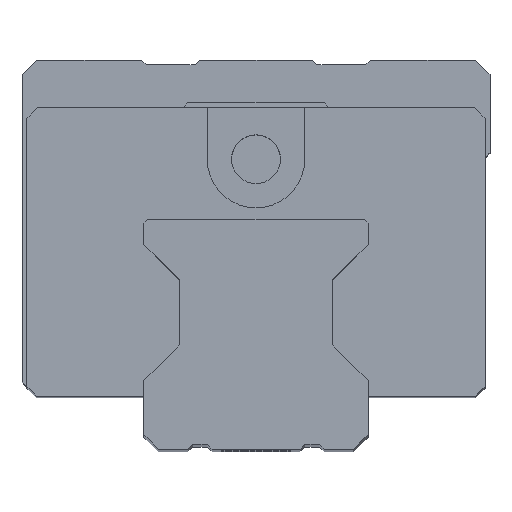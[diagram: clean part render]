
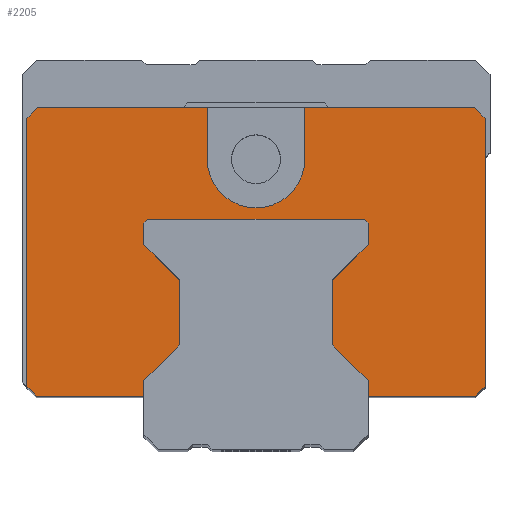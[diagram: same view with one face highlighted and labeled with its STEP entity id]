
A CAD part, top view. The second image highlights one B-rep face of the part: STEP entity #2205.
In plain terms, the highlighted planar face has unit normal (0, 0, 1).
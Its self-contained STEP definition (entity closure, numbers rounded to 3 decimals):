
#201=CARTESIAN_POINT('',(0.,-6.2,48.95));
#202=DIRECTION('',(0.,0.,1.));
#203=DIRECTION('',(-1.,0.,0.));
#204=AXIS2_PLACEMENT_3D('',#201,#202,#203);
#206=DIRECTION('',(0.,1.,0.));
#207=VECTOR('',#206,5.3);
#208=CARTESIAN_POINT('',(5.,-6.2,48.95));
#209=LINE('',#208,#207);
#210=DIRECTION('',(1.,0.,0.));
#211=VECTOR('',#210,17.4);
#212=CARTESIAN_POINT('',(5.,-0.9,48.95));
#213=LINE('',#212,#211);
#214=DIRECTION('',(0.707,-0.707,0.));
#215=VECTOR('',#214,1.556);
#216=CARTESIAN_POINT('',(22.4,-0.9,48.95));
#217=LINE('',#216,#215);
#218=DIRECTION('',(0.,-1.,0.));
#219=VECTOR('',#218,27.5);
#220=CARTESIAN_POINT('',(23.5,-2.,48.95));
#221=LINE('',#220,#219);
#222=DIRECTION('',(-0.707,-0.707,0.));
#223=VECTOR('',#222,1.414);
#224=CARTESIAN_POINT('',(23.5,-29.5,48.95));
#225=LINE('',#224,#223);
#226=DIRECTION('',(-1.,0.,0.));
#227=VECTOR('',#226,11.);
#228=CARTESIAN_POINT('',(22.5,-30.5,48.95));
#229=LINE('',#228,#227);
#230=DIRECTION('',(0.,1.,0.));
#231=VECTOR('',#230,1.543);
#232=CARTESIAN_POINT('',(11.5,-30.5,48.95));
#233=LINE('',#232,#231);
#234=DIRECTION('',(-0.707,0.707,0.));
#235=VECTOR('',#234,5.162);
#236=CARTESIAN_POINT('',(11.5,-28.957,48.95));
#237=LINE('',#236,#235);
#238=DIRECTION('',(0.,1.,0.));
#239=VECTOR('',#238,6.675);
#240=CARTESIAN_POINT('',(7.85,-25.307,48.95));
#241=LINE('',#240,#239);
#242=DIRECTION('',(0.707,0.707,0.));
#243=VECTOR('',#242,5.162);
#244=CARTESIAN_POINT('',(7.85,-18.632,48.95));
#245=LINE('',#244,#243);
#246=DIRECTION('',(0.,1.,0.));
#247=VECTOR('',#246,2.182);
#248=CARTESIAN_POINT('',(11.5,-14.982,48.95));
#249=LINE('',#248,#247);
#250=DIRECTION('',(-0.707,0.707,0.));
#251=VECTOR('',#250,0.566);
#252=CARTESIAN_POINT('',(11.5,-12.8,48.95));
#253=LINE('',#252,#251);
#254=DIRECTION('',(-1.,0.,0.));
#255=VECTOR('',#254,22.2);
#256=CARTESIAN_POINT('',(11.1,-12.4,48.95));
#257=LINE('',#256,#255);
#258=DIRECTION('',(-0.707,-0.707,0.));
#259=VECTOR('',#258,0.566);
#260=CARTESIAN_POINT('',(-11.1,-12.4,48.95));
#261=LINE('',#260,#259);
#262=DIRECTION('',(0.,-1.,0.));
#263=VECTOR('',#262,2.182);
#264=CARTESIAN_POINT('',(-11.5,-12.8,48.95));
#265=LINE('',#264,#263);
#266=DIRECTION('',(0.707,-0.707,0.));
#267=VECTOR('',#266,5.162);
#268=CARTESIAN_POINT('',(-11.5,-14.982,48.95));
#269=LINE('',#268,#267);
#270=DIRECTION('',(0.,-1.,0.));
#271=VECTOR('',#270,6.675);
#272=CARTESIAN_POINT('',(-7.85,-18.632,48.95));
#273=LINE('',#272,#271);
#274=DIRECTION('',(-0.707,-0.707,0.));
#275=VECTOR('',#274,5.162);
#276=CARTESIAN_POINT('',(-7.85,-25.307,48.95));
#277=LINE('',#276,#275);
#278=DIRECTION('',(0.,-1.,0.));
#279=VECTOR('',#278,1.543);
#280=CARTESIAN_POINT('',(-11.5,-28.957,48.95));
#281=LINE('',#280,#279);
#282=DIRECTION('',(-1.,0.,0.));
#283=VECTOR('',#282,11.);
#284=CARTESIAN_POINT('',(-11.5,-30.5,48.95));
#285=LINE('',#284,#283);
#286=DIRECTION('',(-0.707,0.707,0.));
#287=VECTOR('',#286,1.414);
#288=CARTESIAN_POINT('',(-22.5,-30.5,48.95));
#289=LINE('',#288,#287);
#290=DIRECTION('',(0.,1.,0.));
#291=VECTOR('',#290,27.5);
#292=CARTESIAN_POINT('',(-23.5,-29.5,48.95));
#293=LINE('',#292,#291);
#294=DIRECTION('',(0.707,0.707,0.));
#295=VECTOR('',#294,1.556);
#296=CARTESIAN_POINT('',(-23.5,-2.,48.95));
#297=LINE('',#296,#295);
#298=DIRECTION('',(1.,0.,0.));
#299=VECTOR('',#298,17.4);
#300=CARTESIAN_POINT('',(-22.4,-0.9,48.95));
#301=LINE('',#300,#299);
#302=DIRECTION('',(0.,1.,0.));
#303=VECTOR('',#302,5.3);
#304=CARTESIAN_POINT('',(-5.,-6.2,48.95));
#305=LINE('',#304,#303);
#1785=CARTESIAN_POINT('',(23.5,-2.,48.95));
#1786=CARTESIAN_POINT('',(23.5,-29.5,48.95));
#1787=VERTEX_POINT('',#1785);
#1788=VERTEX_POINT('',#1786);
#1789=CARTESIAN_POINT('',(22.5,-30.5,48.95));
#1790=VERTEX_POINT('',#1789);
#1791=CARTESIAN_POINT('',(11.5,-30.5,48.95));
#1792=VERTEX_POINT('',#1791);
#1793=CARTESIAN_POINT('',(11.5,-28.957,48.95));
#1794=VERTEX_POINT('',#1793);
#1795=CARTESIAN_POINT('',(7.85,-25.307,48.95));
#1796=VERTEX_POINT('',#1795);
#1797=CARTESIAN_POINT('',(7.85,-18.632,48.95));
#1798=VERTEX_POINT('',#1797);
#1799=CARTESIAN_POINT('',(11.5,-14.982,48.95));
#1800=VERTEX_POINT('',#1799);
#1801=CARTESIAN_POINT('',(11.5,-12.8,48.95));
#1802=VERTEX_POINT('',#1801);
#1803=CARTESIAN_POINT('',(11.1,-12.4,48.95));
#1804=VERTEX_POINT('',#1803);
#1805=CARTESIAN_POINT('',(-11.1,-12.4,48.95));
#1806=VERTEX_POINT('',#1805);
#1807=CARTESIAN_POINT('',(-11.5,-12.8,48.95));
#1808=VERTEX_POINT('',#1807);
#1809=CARTESIAN_POINT('',(-11.5,-14.982,48.95));
#1810=VERTEX_POINT('',#1809);
#1811=CARTESIAN_POINT('',(-7.85,-18.632,48.95));
#1812=VERTEX_POINT('',#1811);
#1813=CARTESIAN_POINT('',(-7.85,-25.307,48.95));
#1814=VERTEX_POINT('',#1813);
#1815=CARTESIAN_POINT('',(-11.5,-28.957,48.95));
#1816=VERTEX_POINT('',#1815);
#1817=CARTESIAN_POINT('',(-11.5,-30.5,48.95));
#1818=VERTEX_POINT('',#1817);
#1819=CARTESIAN_POINT('',(-22.5,-30.5,48.95));
#1820=VERTEX_POINT('',#1819);
#1821=CARTESIAN_POINT('',(-23.5,-29.5,48.95));
#1822=VERTEX_POINT('',#1821);
#1823=CARTESIAN_POINT('',(-23.5,-2.,48.95));
#1824=VERTEX_POINT('',#1823);
#1825=CARTESIAN_POINT('',(-22.4,-0.9,48.95));
#1826=VERTEX_POINT('',#1825);
#1831=CARTESIAN_POINT('',(-5.,-0.9,48.95));
#1832=VERTEX_POINT('',#1831);
#1833=CARTESIAN_POINT('',(5.,-0.9,48.95));
#1834=CARTESIAN_POINT('',(22.4,-0.9,48.95));
#1835=VERTEX_POINT('',#1833);
#1836=VERTEX_POINT('',#1834);
#1841=CARTESIAN_POINT('',(5.,-6.2,48.95));
#1842=VERTEX_POINT('',#1841);
#1843=CARTESIAN_POINT('',(-5.,-6.2,48.95));
#1844=VERTEX_POINT('',#1843);
#2148=CARTESIAN_POINT('',(7.,-0.4,48.95));
#2149=DIRECTION('',(0.,0.,1.));
#2150=DIRECTION('',(1.,0.,0.));
#2151=AXIS2_PLACEMENT_3D('',#2148,#2149,#2150);
#2152=PLANE('',#2151);
#2154=ORIENTED_EDGE('',*,*,#2153,.F.);
#2156=ORIENTED_EDGE('',*,*,#2155,.T.);
#2158=ORIENTED_EDGE('',*,*,#2157,.T.);
#2160=ORIENTED_EDGE('',*,*,#2159,.T.);
#2161=ORIENTED_EDGE('',*,*,#2141,.T.);
#2162=ORIENTED_EDGE('',*,*,#1912,.T.);
#2164=ORIENTED_EDGE('',*,*,#2163,.T.);
#2166=ORIENTED_EDGE('',*,*,#2165,.T.);
#2168=ORIENTED_EDGE('',*,*,#2167,.T.);
#2170=ORIENTED_EDGE('',*,*,#2169,.T.);
#2172=ORIENTED_EDGE('',*,*,#2171,.T.);
#2174=ORIENTED_EDGE('',*,*,#2173,.T.);
#2176=ORIENTED_EDGE('',*,*,#2175,.T.);
#2178=ORIENTED_EDGE('',*,*,#2177,.T.);
#2180=ORIENTED_EDGE('',*,*,#2179,.T.);
#2182=ORIENTED_EDGE('',*,*,#2181,.T.);
#2184=ORIENTED_EDGE('',*,*,#2183,.T.);
#2186=ORIENTED_EDGE('',*,*,#2185,.T.);
#2188=ORIENTED_EDGE('',*,*,#2187,.T.);
#2190=ORIENTED_EDGE('',*,*,#2189,.T.);
#2192=ORIENTED_EDGE('',*,*,#2191,.T.);
#2194=ORIENTED_EDGE('',*,*,#2193,.T.);
#2196=ORIENTED_EDGE('',*,*,#2195,.T.);
#2198=ORIENTED_EDGE('',*,*,#2197,.T.);
#2200=ORIENTED_EDGE('',*,*,#2199,.T.);
#2202=ORIENTED_EDGE('',*,*,#2201,.T.);
#2203=EDGE_LOOP('',(#2154,#2156,#2158,#2160,#2161,#2162,#2164,#2166,#2168,#2170,
#2172,#2174,#2176,#2178,#2180,#2182,#2184,#2186,#2188,#2190,#2192,#2194,#2196,
#2198,#2200,#2202));
#2204=FACE_OUTER_BOUND('',#2203,.F.);
#2205=ADVANCED_FACE('',(#2204),#2152,.T.);
#205=CIRCLE('',#204,5.);
#1912=EDGE_CURVE('',#1787,#1788,#221,.T.);
#2141=EDGE_CURVE('',#1836,#1787,#217,.T.);
#2153=EDGE_CURVE('',#1844,#1832,#305,.T.);
#2155=EDGE_CURVE('',#1844,#1842,#205,.T.);
#2157=EDGE_CURVE('',#1842,#1835,#209,.T.);
#2159=EDGE_CURVE('',#1835,#1836,#213,.T.);
#2163=EDGE_CURVE('',#1788,#1790,#225,.T.);
#2165=EDGE_CURVE('',#1790,#1792,#229,.T.);
#2167=EDGE_CURVE('',#1792,#1794,#233,.T.);
#2169=EDGE_CURVE('',#1794,#1796,#237,.T.);
#2171=EDGE_CURVE('',#1796,#1798,#241,.T.);
#2173=EDGE_CURVE('',#1798,#1800,#245,.T.);
#2175=EDGE_CURVE('',#1800,#1802,#249,.T.);
#2177=EDGE_CURVE('',#1802,#1804,#253,.T.);
#2179=EDGE_CURVE('',#1804,#1806,#257,.T.);
#2181=EDGE_CURVE('',#1806,#1808,#261,.T.);
#2183=EDGE_CURVE('',#1808,#1810,#265,.T.);
#2185=EDGE_CURVE('',#1810,#1812,#269,.T.);
#2187=EDGE_CURVE('',#1812,#1814,#273,.T.);
#2189=EDGE_CURVE('',#1814,#1816,#277,.T.);
#2191=EDGE_CURVE('',#1816,#1818,#281,.T.);
#2193=EDGE_CURVE('',#1818,#1820,#285,.T.);
#2195=EDGE_CURVE('',#1820,#1822,#289,.T.);
#2197=EDGE_CURVE('',#1822,#1824,#293,.T.);
#2199=EDGE_CURVE('',#1824,#1826,#297,.T.);
#2201=EDGE_CURVE('',#1826,#1832,#301,.T.);
